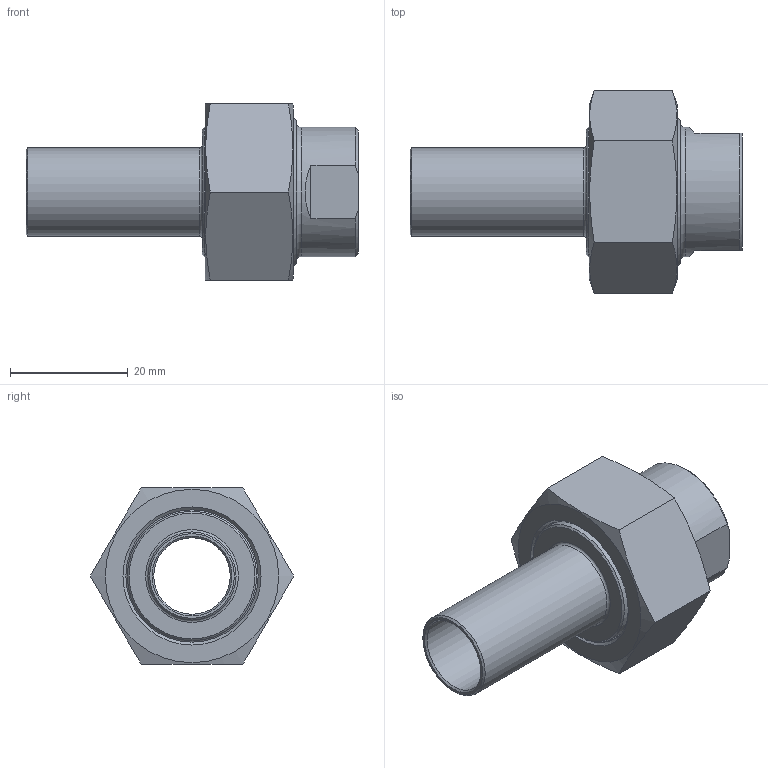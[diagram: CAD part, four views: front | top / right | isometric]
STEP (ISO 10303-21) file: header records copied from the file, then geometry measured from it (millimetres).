
FILE_DESCRIPTION(/* description */ (''),/* implementation_level */ '2;1');
FILE_NAME(/* name */ '3D_R134-PE-G-15-DN10_17102000.stp',/* time_stamp */ '2021-07-01T10:50:18+02:00',/* author */ ('cad'),/* organization */ (''),/* preprocessor_version */ 'ST-DEVELOPER v18.1',/* originating_system */ 'Autodesk Inventor 2022',/* authorisation */ '');
FILE_SCHEMA (('AUTOMOTIVE_DESIGN { 1 0 10303 214 3 1 1 }'));
Length unit declared in the file: millimetre
Products named in the file (4): 3D_R134-PE-G-15-DN10_17102000; 3D_R134-M-DN10_171011605; 3D_R134-G-DN10_171011305; 3D_R134-PE-15-DN10_171011240
Assembly tree (3 placements, depth 2):
  3D_R134-PE-G-15-DN10_17102000
    3D_R134-M-DN10_171011605
    3D_R134-G-DN10_171011305
    3D_R134-PE-15-DN10_171011240
Bounding box: 56.5 x 34.64 x 30 mm (x, y, z)
Volume: 12749.1 mm3; surface area: 10657.6 mm2
Topology: 3 solids, 3 shells, 59 faces, 134 edges, 88 vertices
Faces by surface type: plane 23, cone 18, cylinder 10, torus 8
Full cylindrical faces by diameter (mm): 13 x1, 14.95 x1, 15 x1, 15.4 x1, 22 x2, 22.5 x1, 25 x1, 25.376 x1, 26.85 x1
Entity records: 1833 total; most frequent: DIRECTION 328, CARTESIAN_POINT 320, ORIENTED_EDGE 268, AXIS2_PLACEMENT_3D 144, EDGE_CURVE 134, VERTEX_POINT 88, CIRCLE 76, EDGE_LOOP 72
